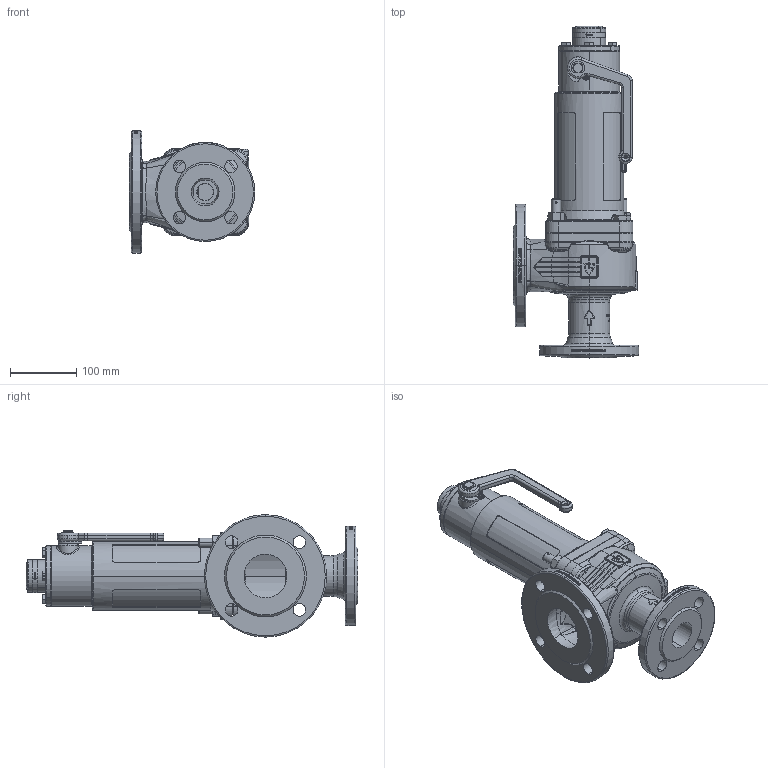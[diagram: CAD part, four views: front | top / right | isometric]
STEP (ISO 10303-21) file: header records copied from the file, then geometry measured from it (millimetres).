
FILE_DESCRIPTION (( 'STEP AP214' ), '1' );
FILE_NAME ('355TGFL_40_FLFL_4065_MD.STEP', '2020-07-27T07:26:06', ( '' ), ( '' ), 'SwSTEP 2.0', 'SolidWorks 2020', '' );
FILE_SCHEMA (( 'AUTOMOTIVE_DESIGN' ));
Length unit declared in the file: millimetre
Products named in the file (1): 355TGFL_40_FLFL_4065_MD
Bounding box: 190 x 502.5 x 185 mm (x, y, z)
Volume: 2335850.8 mm3; surface area: 556058.9 mm2
Topology: 21 solids, 21 shells, 2384 faces, 6370 edges, 4212 vertices
Faces by surface type: bspline 747, cylinder 614, plane 598, cone 259, torus 158, sphere 8
Entity records: 179076 total; most frequent: CARTESIAN_POINT 98773, ORIENTED_EDGE 12630, DIRECTION 9214, EDGE_CURVE 6315, VERTEX_POINT 4211, AXIS2_PLACEMENT_3D 3724, EDGE_LOOP 2700, B_SPLINE_CURVE_WITH_KNOTS 2401
